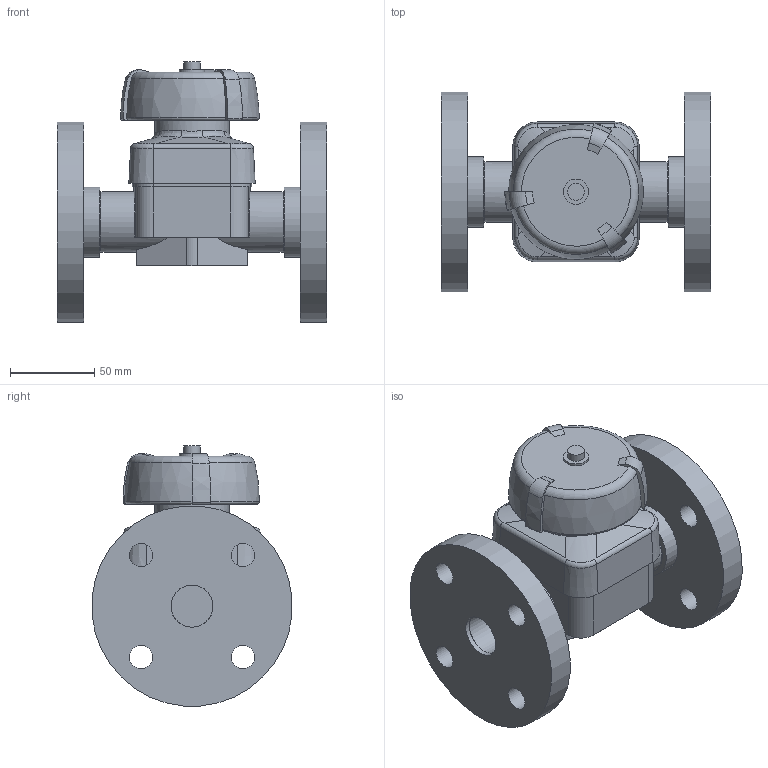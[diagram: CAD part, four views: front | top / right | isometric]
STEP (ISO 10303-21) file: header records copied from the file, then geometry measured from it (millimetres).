
FILE_DESCRIPTION(/* description */ (''),/* implementation_level */ '2;1');
FILE_NAME(/* name */ 'VMOV032E.iam.stp',/* time_stamp */ '2013-10-01T10:39:55+02:00',/* author */ ('bfaro'),/* organization */ (''),/* preprocessor_version */ 'ST-DEVELOPER v15.2',/* originating_system */ 'Autodesk Inventor 2014',/* authorisation */ '');
FILE_SCHEMA (('AUTOMOTIVE_DESIGN { 1 0 10303 214 3 1 1 }'));
Length unit declared in the file: millimetre
Products named in the file (4): SPBDVM032DV; Volantino Vm 20-25-32; Flangia Fissa D32 Socket; VMOV032E
Bounding box: 160 x 118.55 x 154.27 mm (x, y, z)
Volume: 834210.7 mm3; surface area: 139374.1 mm2
Topology: 4 solids, 4 shells, 155 faces, 383 edges, 251 vertices
Faces by surface type: plane 64, cylinder 48, torus 18, bspline 14, cone 11
Full cylindrical faces by diameter (mm): 8 x2, 10 x1, 13.9 x8, 15 x1, 25 x4, 32 x4, 36 x2, 41.8 x2, 44 x1, 119 x2
Entity records: 5316 total; most frequent: CARTESIAN_POINT 1807, DIRECTION 760, ORIENTED_EDGE 664, EDGE_CURVE 332, AXIS2_PLACEMENT_3D 317, VERTEX_POINT 229, EDGE_LOOP 187, CIRCLE 154
